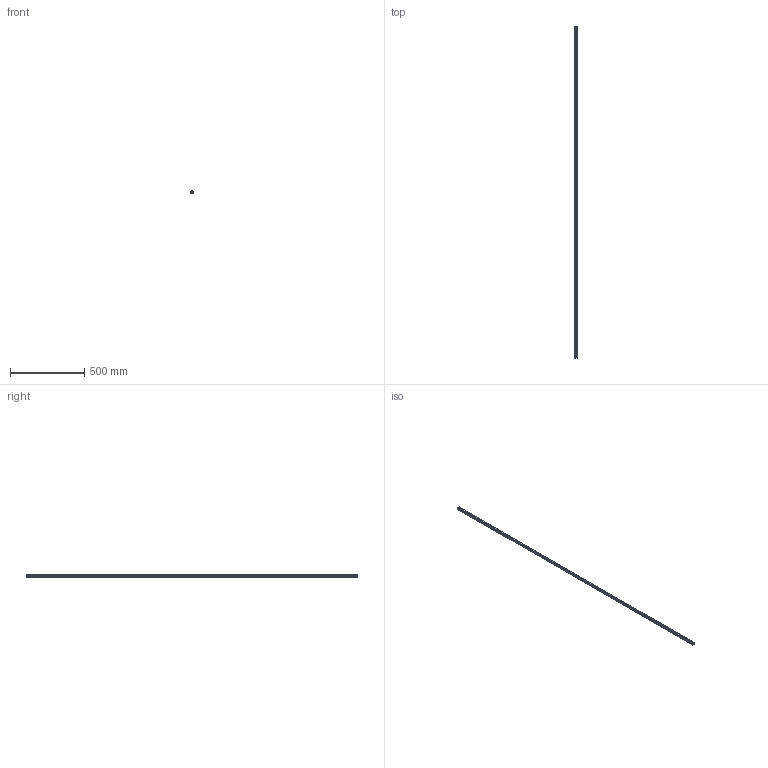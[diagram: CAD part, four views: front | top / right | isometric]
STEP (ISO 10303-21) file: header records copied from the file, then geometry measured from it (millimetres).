
FILE_DESCRIPTION(('STEP AP214'),'1');
FILE_NAME('cctmp_E39DF5C2-19FE-4493-9FF2-AD8EBD5313B9_2020_4_23_13_2_43_206..stp','2020-04-23T11:02:43',('HIWIN GmbH'),('CADClick - www.CADClick.com'),'Spatial InterOp 3D',' ','unknown authorization');
FILE_SCHEMA(('AUTOMOTIVE_DESIGN'));
Length unit declared in the file: millimetre
Products named in the file (1): HGR15R2240H_FILE
Bounding box: 15 x 2240 x 15 mm (x, y, z)
Volume: 411316 mm3; surface area: 149422.3 mm2
Topology: 1 solids, 1 shells, 457 faces, 1011 edges, 674 vertices
Faces by surface type: cylinder 254, plane 203
Entity records: 16513 total; most frequent: DIRECTION 2435, CARTESIAN_POINT 2143, ORIENTED_EDGE 2022, EDGE_CURVE 1011, AXIS2_PLACEMENT_3D 966, VERTEX_POINT 674, EDGE_LOOP 575, CIRCLE 508
